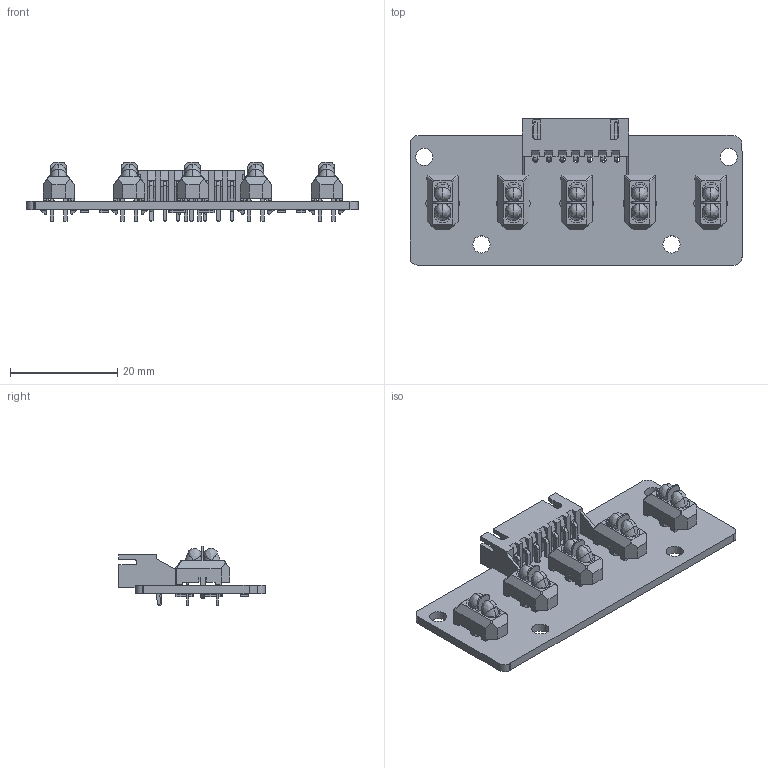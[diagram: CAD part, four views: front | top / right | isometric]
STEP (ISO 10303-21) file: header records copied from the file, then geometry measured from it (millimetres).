
FILE_DESCRIPTION(('KiCad electronic assembly'),'2;1');
FILE_NAME('lsa-2025.step','2025-04-23T09:57:12',('Pcbnew'),('Kicad'), 'Open CASCADE STEP processor 7.6','KiCad to STEP converter','Unknown' );
FILE_SCHEMA(('AUTOMOTIVE_DESIGN { 1 0 10303 214 1 1 1 1 }'));
Length unit declared in the file: millimetre
Products named in the file (8): lsa-2025 1; JST_XH_S7B-XH-A-1_1x07_P2.50mm_Horizontal; JST_S7B_XH_A_1; TCRT5000; R_1206_3216Metric; _autosave-lsa_PCB
Assembly tree (20 placements, depth 3):
  lsa-2025 1
    JST_XH_S7B-XH-A-1_1x07_P2.50mm_Horizontal
      JST_S7B_XH_A_1
    TCRT5000  x5
      TCRT5000
    R_1206_3216Metric  x10
      R_1206_3216Metric
    _autosave-lsa_PCB
Bounding box: 61.91 x 27.29 x 11.1 mm (x, y, z)
Volume: 3879.3 mm3; surface area: 6537.8 mm2
Topology: 47 solids, 47 shells, 1612 faces, 4327 edges, 2803 vertices
Faces by surface type: plane 1309, cylinder 273, bspline 20, cone 10
Full cylindrical faces by diameter (mm): 1 x32, 2.5 x10, 3.2 x4
Entity records: 19515 total; most frequent: CARTESIAN_POINT 3473, ORIENTED_EDGE 2918, DIRECTION 2732, EDGE_CURVE 1459, LINE 1248, VECTOR 1248, VERTEX_POINT 947, AXIS2_PLACEMENT_3D 742
